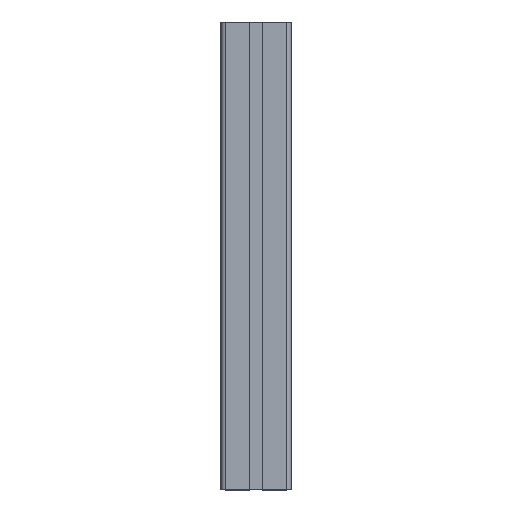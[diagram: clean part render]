
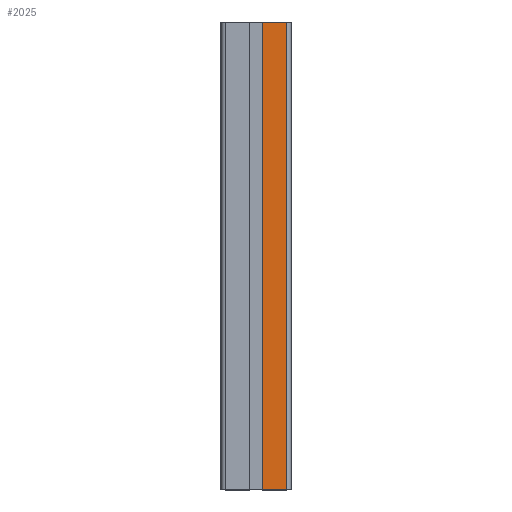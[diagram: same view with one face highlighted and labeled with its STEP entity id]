
A CAD part, top view. The second image highlights one B-rep face of the part: STEP entity #2025.
In plain terms, the highlighted face is planar.
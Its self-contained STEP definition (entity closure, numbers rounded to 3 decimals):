
#1278 = LINE ( 'NONE', #1285, #3189 ) ;
#1285 = CARTESIAN_POINT ( 'NONE',  ( -4.1, 22.5, 0. ) ) ;
#1296 = DIRECTION ( 'NONE',  ( -1., 0., 0. ) ) ;
#1301 = DIRECTION ( 'NONE',  ( 0., 0., 1. ) ) ;
#1306 = CARTESIAN_POINT ( 'NONE',  ( -19.5, 22.5, -300. ) ) ;
#1324 = LINE ( 'NONE', #1306, #3167 ) ;
#1906 = CARTESIAN_POINT ( 'NONE',  ( -4.1, 22.5, 0. ) ) ;
#1920 = CARTESIAN_POINT ( 'NONE',  ( -19.5, 22.5, 0. ) ) ;
#1933 = CARTESIAN_POINT ( 'NONE',  ( -4.1, 22.5, -300. ) ) ;
#1945 = CARTESIAN_POINT ( 'NONE',  ( -19.5, 22.5, -300. ) ) ;
#2025 = ADVANCED_FACE ( 'PLANAR_10', ( #4049 ), #4063, .T. ) ;
#2168 = EDGE_CURVE ( 'NONE', #2457, #2494, #1278, .T. ) ;
#2175 = EDGE_CURVE ( 'NONE', #2504, #2494, #1324, .T. ) ;
#2263 = EDGE_CURVE ( 'NONE', #2481, #2457, #3792, .T. ) ;
#2273 = EDGE_CURVE ( 'NONE', #2481, #2504, #3825, .T. ) ;
#2427 = ORIENTED_EDGE ( 'NONE', *, *, #2273, .T. ) ;
#2428 = ORIENTED_EDGE ( 'NONE', *, *, #2168, .F. ) ;
#2429 = ORIENTED_EDGE ( 'NONE', *, *, #2263, .F. ) ;
#2445 = ORIENTED_EDGE ( 'NONE', *, *, #2175, .T. ) ;
#2457 = VERTEX_POINT ( 'NONE', #1906 ) ;
#2481 = VERTEX_POINT ( 'NONE', #1933 ) ;
#2494 = VERTEX_POINT ( 'NONE', #1920 ) ;
#2504 = VERTEX_POINT ( 'NONE', #1945 ) ;
#2998 = AXIS2_PLACEMENT_3D ( 'NONE', #4055, #4059, #4048 ) ;
#3167 = VECTOR ( 'NONE', #1301, 1000. ) ;
#3189 = VECTOR ( 'NONE', #1296, 1000. ) ;
#3308 = VECTOR ( 'NONE', #3834, 1000. ) ;
#3328 = VECTOR ( 'NONE', #3796, 1000. ) ;
#3792 = LINE ( 'NONE', #3816, #3328 ) ;
#3796 = DIRECTION ( 'NONE',  ( 0., 0., 1. ) ) ;
#3816 = CARTESIAN_POINT ( 'NONE',  ( -4.1, 22.5, -300. ) ) ;
#3825 = LINE ( 'NONE', #3826, #3308 ) ;
#3826 = CARTESIAN_POINT ( 'NONE',  ( -4.1, 22.5, -300. ) ) ;
#3834 = DIRECTION ( 'NONE',  ( -1., 0., 0. ) ) ;
#4048 = DIRECTION ( 'NONE',  ( 0., 0., 1. ) ) ;
#4049 = FACE_OUTER_BOUND ( 'NONE', #4372, .T. ) ;
#4055 = CARTESIAN_POINT ( 'NONE',  ( -4.1, 22.5, -300. ) ) ;
#4059 = DIRECTION ( 'NONE',  ( 0., 1., 0. ) ) ;
#4063 = PLANE ( 'NONE',  #2998 ) ;
#4372 = EDGE_LOOP ( 'NONE', ( #2428, #2429, #2427, #2445 ) ) ;
